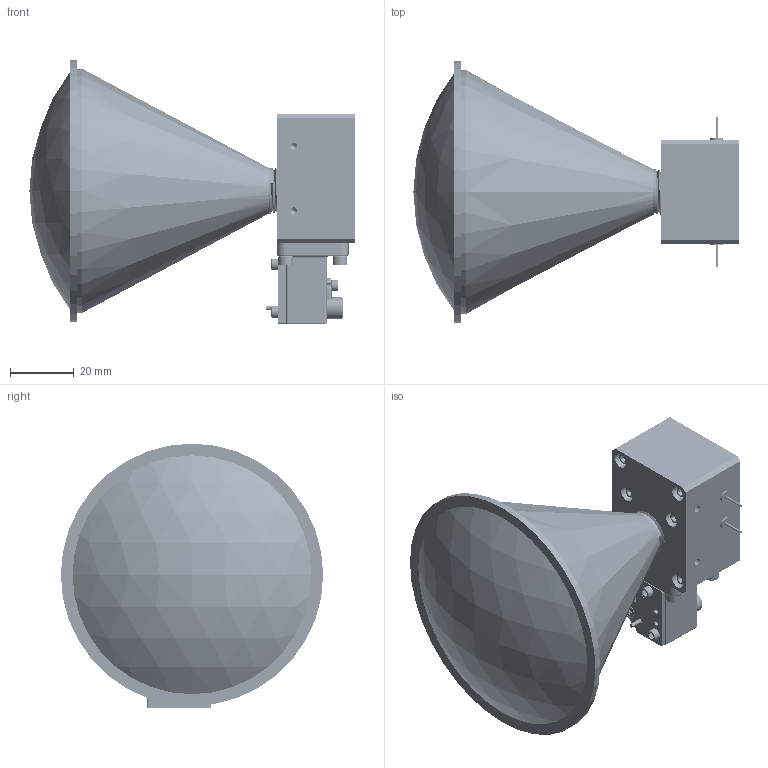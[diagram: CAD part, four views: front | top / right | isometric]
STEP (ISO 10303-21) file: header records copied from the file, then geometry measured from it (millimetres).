
FILE_DESCRIPTION (( 'STEP AP203' ), '1' );
FILE_NAME ('SSS-24310-22L-D1.STEP', '2019-04-08T18:48:43', ( '' ), ( '' ), 'SwSTEP 2.0', 'SolidWorks 2016', '' );
FILE_SCHEMA (( 'CONFIG_CONTROL_DESIGN' ));
Length unit declared in the file: inch
Products named in the file (1): SSS-24310-22L-D1
Bounding box: 102.01 x 82.3 x 83.06 mm (x, y, z)
Volume: 92907.2 mm3; surface area: 54513.6 mm2
Topology: 38 solids, 38 shells, 2490 faces, 6701 edges, 4311 vertices
Faces by surface type: cylinder 1628, plane 422, cone 356, bspline 55, torus 23, sphere 6
Entity records: 114610 total; most frequent: CARTESIAN_POINT 60603, ORIENTED_EDGE 13250, DIRECTION 9492, EDGE_CURVE 6625, VERTEX_POINT 4311, AXIS2_PLACEMENT_3D 3537, EDGE_LOOP 2656, FACE_OUTER_BOUND 2490
